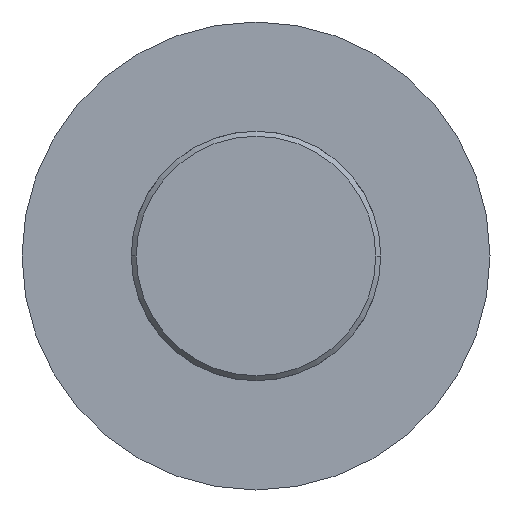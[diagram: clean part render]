
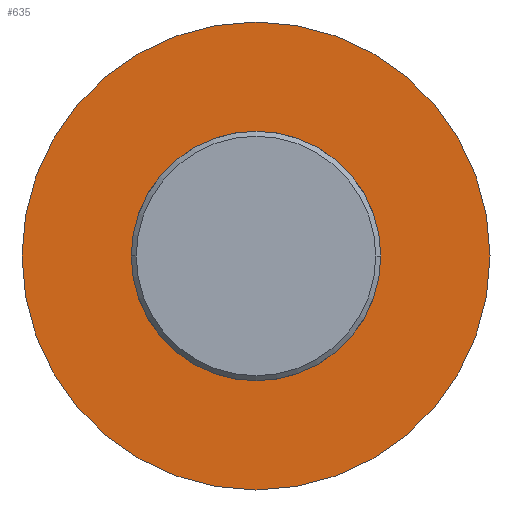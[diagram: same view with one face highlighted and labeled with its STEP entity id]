
A CAD part, left-side view. The second image highlights one B-rep face of the part: STEP entity #635.
In plain terms, the highlighted planar face has unit normal (-1, 0, 0).
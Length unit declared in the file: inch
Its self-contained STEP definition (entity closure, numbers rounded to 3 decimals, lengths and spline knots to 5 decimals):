
#181=CARTESIAN_POINT('',(3.875,0.,-1.0));
#182=VERTEX_POINT('',#181);
#198=CARTESIAN_POINT('',(3.875,0.9375,-0.34799));
#199=VERTEX_POINT('',#198);
#206=CARTESIAN_POINT('',(3.875,0.0,0.0));
#207=DIRECTION('',(1.0,0.0,0.0));
#208=DIRECTION('',(0.0,0.0,-1.0));
#209=AXIS2_PLACEMENT_3D('',#206,#207,#208);
#210=CIRCLE('',#209,1.0);
#211=EDGE_CURVE('',#182,#199,#210,.T.);
#221=CARTESIAN_POINT('',(3.875,0.,1.0));
#222=VERTEX_POINT('',#221);
#231=CARTESIAN_POINT('',(3.875,0.9375,0.34799));
#232=VERTEX_POINT('',#231);
#233=CARTESIAN_POINT('',(3.875,0.0,0.0));
#234=DIRECTION('',(1.0,0.0,0.0));
#235=DIRECTION('',(0.0,0.0,-1.0));
#236=AXIS2_PLACEMENT_3D('',#233,#234,#235);
#237=CIRCLE('',#236,1.0);
#238=EDGE_CURVE('',#232,#222,#237,.T.);
#263=CARTESIAN_POINT('',(3.875,0.0,-1.875));
#264=VERTEX_POINT('',#263);
#273=CARTESIAN_POINT('',(3.875,0.,1.875));
#274=VERTEX_POINT('',#273);
#275=CARTESIAN_POINT('',(3.875,0.0,0.0));
#276=DIRECTION('',(1.0,0.0,0.0));
#277=DIRECTION('',(0.0,0.0,-1.0));
#278=AXIS2_PLACEMENT_3D('',#275,#276,#277);
#279=CIRCLE('',#278,1.875);
#280=EDGE_CURVE('',#274,#264,#279,.F.);
#586=CARTESIAN_POINT('',(3.875,0.0,-1.4375));
#587=DIRECTION('',(-1.0,0.0,0.0));
#588=DIRECTION('',(0.0,-1.0,0.0));
#589=AXIS2_PLACEMENT_3D('',#586,#587,#588);
#590=PLANE('',#589);
#591=CARTESIAN_POINT('',(3.875,0.0,0.0));
#592=DIRECTION('',(1.0,0.0,0.0));
#593=DIRECTION('',(0.0,0.0,-1.0));
#594=AXIS2_PLACEMENT_3D('',#591,#592,#593);
#595=CIRCLE('',#594,1.875);
#596=EDGE_CURVE('',#264,#274,#595,.F.);
#597=ORIENTED_EDGE('',*,*,#596,.T.);
#598=ORIENTED_EDGE('',*,*,#280,.T.);
#599=EDGE_LOOP('',(#597,#598));
#600=FACE_OUTER_BOUND('',#599,.T.);
#601=CARTESIAN_POINT('',(3.875,0.9375,-0.34799));
#602=DIRECTION('',(0.0,0.0,1.0));
#603=VECTOR('',#602,0.69597);
#604=LINE('',#601,#603);
#605=EDGE_CURVE('',#199,#232,#604,.T.);
#606=ORIENTED_EDGE('',*,*,#605,.T.);
#607=ORIENTED_EDGE('',*,*,#238,.T.);
#608=CARTESIAN_POINT('',(3.875,-0.9375,0.34799));
#609=VERTEX_POINT('',#608);
#610=CARTESIAN_POINT('',(3.875,0.0,0.0));
#611=DIRECTION('',(1.0,0.0,0.0));
#612=DIRECTION('',(0.0,0.0,-1.0));
#613=AXIS2_PLACEMENT_3D('',#610,#611,#612);
#614=CIRCLE('',#613,1.0);
#615=EDGE_CURVE('',#222,#609,#614,.T.);
#616=ORIENTED_EDGE('',*,*,#615,.T.);
#617=CARTESIAN_POINT('',(3.875,-0.9375,-0.34799));
#618=VERTEX_POINT('',#617);
#619=CARTESIAN_POINT('',(3.875,-0.9375,0.34799));
#620=DIRECTION('',(0.0,0.0,-1.0));
#621=VECTOR('',#620,0.69597);
#622=LINE('',#619,#621);
#623=EDGE_CURVE('',#609,#618,#622,.T.);
#624=ORIENTED_EDGE('',*,*,#623,.T.);
#625=CARTESIAN_POINT('',(3.875,0.0,0.0));
#626=DIRECTION('',(1.0,0.0,0.0));
#627=DIRECTION('',(0.0,0.0,-1.0));
#628=AXIS2_PLACEMENT_3D('',#625,#626,#627);
#629=CIRCLE('',#628,1.0);
#630=EDGE_CURVE('',#618,#182,#629,.T.);
#631=ORIENTED_EDGE('',*,*,#630,.T.);
#632=ORIENTED_EDGE('',*,*,#211,.T.);
#633=EDGE_LOOP('',(#606,#607,#616,#624,#631,#632));
#634=FACE_BOUND('',#633,.T.);
#635=ADVANCED_FACE('',(#600,#634),#590,.T.);
